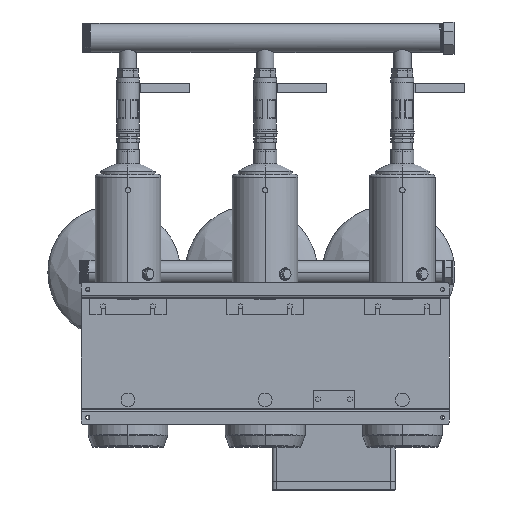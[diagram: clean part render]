
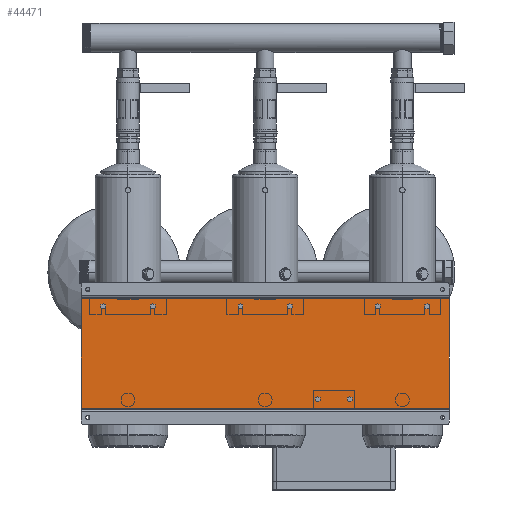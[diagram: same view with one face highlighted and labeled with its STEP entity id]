
A CAD part, front view. The second image highlights one B-rep face of the part: STEP entity #44471.
In plain terms, the highlighted planar face has unit normal (0, -1, 0).
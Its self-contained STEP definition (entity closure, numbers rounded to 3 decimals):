
#1974 = EDGE_CURVE ( 'NONE', #40289, #41744, #7509, .T. ) ;
#5455 = ORIENTED_EDGE ( 'NONE', *, *, #90200, .F. ) ;
#7135 = AXIS2_PLACEMENT_3D ( 'NONE', #59353, #88227, #31059 ) ;
#7509 = LINE ( 'NONE', #103019, #38638 ) ;
#14130 = CARTESIAN_POINT ( 'NONE',  ( -402.5, 52., -120. ) ) ;
#24029 = LINE ( 'NONE', #102581, #27346 ) ;
#25289 = ORIENTED_EDGE ( 'NONE', *, *, #82860, .F. ) ;
#25693 = CARTESIAN_POINT ( 'NONE',  ( 402.5, 52., -120. ) ) ;
#27346 = VECTOR ( 'NONE', #35345, 1000. ) ;
#31059 = DIRECTION ( 'NONE',  ( 0., 0., 1. ) ) ;
#33530 = CARTESIAN_POINT ( 'NONE',  ( 402.5, 52., -120. ) ) ;
#35345 = DIRECTION ( 'NONE',  ( 0., 0., -1. ) ) ;
#38638 = VECTOR ( 'NONE', #65268, 1000. ) ;
#40289 = VERTEX_POINT ( 'NONE', #104837 ) ;
#41744 = VERTEX_POINT ( 'NONE', #14130 ) ;
#42862 = VECTOR ( 'NONE', #55256, 1000. ) ;
#44471 = ADVANCED_FACE ( 'NONE', ( #49291 ), #96429, .F. ) ;
#45794 = CARTESIAN_POINT ( 'NONE',  ( 402.5, 52., 120. ) ) ;
#47019 = LINE ( 'NONE', #45794, #42862 ) ;
#49291 = FACE_OUTER_BOUND ( 'NONE', #89829, .T. ) ;
#55256 = DIRECTION ( 'NONE',  ( -1., 0., 0. ) ) ;
#56699 = VECTOR ( 'NONE', #62388, 1000. ) ;
#59353 = CARTESIAN_POINT ( 'NONE',  ( 402.5, 52., -120. ) ) ;
#61668 = VERTEX_POINT ( 'NONE', #25693 ) ;
#62388 = DIRECTION ( 'NONE',  ( -1., 0., 0. ) ) ;
#62509 = EDGE_CURVE ( 'NONE', #102770, #40289, #47019, .T. ) ;
#65268 = DIRECTION ( 'NONE',  ( 0., 0., -1. ) ) ;
#82398 = LINE ( 'NONE', #33530, #56699 ) ;
#82860 = EDGE_CURVE ( 'NONE', #102770, #61668, #24029, .T. ) ;
#87062 = CARTESIAN_POINT ( 'NONE',  ( 402.5, 52., 120. ) ) ;
#88227 = DIRECTION ( 'NONE',  ( 0., 1., 0. ) ) ;
#89829 = EDGE_LOOP ( 'NONE', ( #116777, #5455, #25289, #91682 ) ) ;
#90200 = EDGE_CURVE ( 'NONE', #61668, #41744, #82398, .T. ) ;
#91682 = ORIENTED_EDGE ( 'NONE', *, *, #62509, .T. ) ;
#96429 = PLANE ( 'NONE',  #7135 ) ;
#102581 = CARTESIAN_POINT ( 'NONE',  ( 402.5, 52., 120. ) ) ;
#102770 = VERTEX_POINT ( 'NONE', #87062 ) ;
#103019 = CARTESIAN_POINT ( 'NONE',  ( -402.5, 52., -120. ) ) ;
#104837 = CARTESIAN_POINT ( 'NONE',  ( -402.5, 52., 120. ) ) ;
#116777 = ORIENTED_EDGE ( 'NONE', *, *, #1974, .T. ) ;
